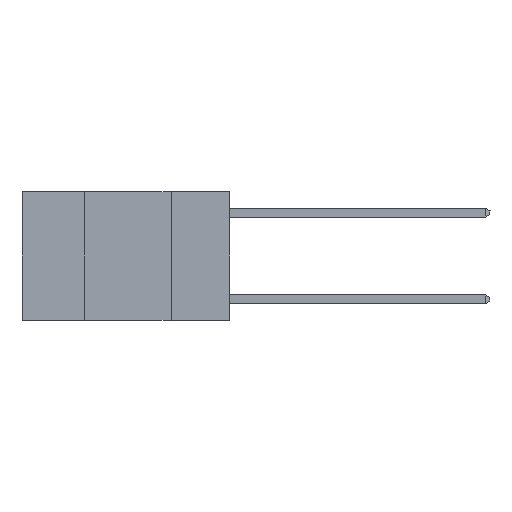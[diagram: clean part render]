
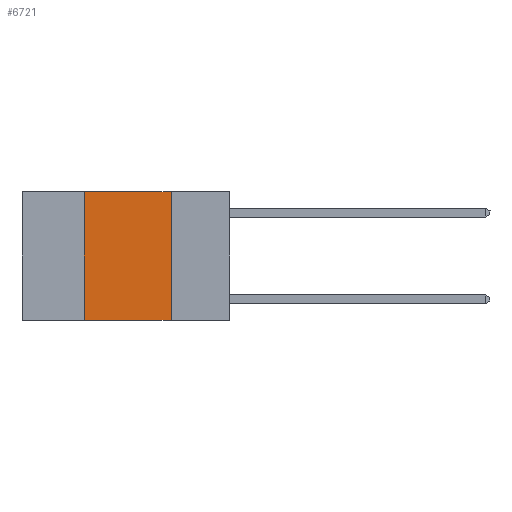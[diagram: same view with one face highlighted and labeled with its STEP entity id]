
A CAD part, left-side view. The second image highlights one B-rep face of the part: STEP entity #6721.
In plain terms, the highlighted planar face has unit normal (-1, 0, 0).
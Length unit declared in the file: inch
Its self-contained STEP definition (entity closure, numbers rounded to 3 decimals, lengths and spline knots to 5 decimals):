
#53 = VECTOR ( 'NONE', #8228, 39.37008 ) ;
#2683 = CARTESIAN_POINT ( 'NONE',  ( 0., 0.42, 0. ) ) ;
#2687 = LINE ( 'NONE', #6007, #5905 ) ;
#2755 = EDGE_CURVE ( 'NONE', #6525, #15130, #2687, .T. ) ;
#2763 = VECTOR ( 'NONE', #5838, 39.37008 ) ;
#2865 = CARTESIAN_POINT ( 'NONE',  ( 0., 0.17, -0.37 ) ) ;
#3066 = PLANE ( 'NONE',  #13306 ) ;
#3177 = LINE ( 'NONE', #15523, #2763 ) ;
#4686 = FACE_OUTER_BOUND ( 'NONE', #11009, .T. ) ;
#5261 = DIRECTION ( 'NONE',  ( 0., -1., 0. ) ) ;
#5830 = DIRECTION ( 'NONE',  ( 1., 0., 0. ) ) ;
#5838 = DIRECTION ( 'NONE',  ( 0., 0., -1. ) ) ;
#5905 = VECTOR ( 'NONE', #5261, 39.37008 ) ;
#6007 = CARTESIAN_POINT ( 'NONE',  ( 0., 0.6, -0.37 ) ) ;
#6525 = VERTEX_POINT ( 'NONE', #10495 ) ;
#6721 = ADVANCED_FACE ( 'NONE', ( #4686 ), #3066, .F. ) ;
#7281 = LINE ( 'NONE', #14370, #53 ) ;
#7292 = VERTEX_POINT ( 'NONE', #8599 ) ;
#8228 = DIRECTION ( 'NONE',  ( 0., -1., 0. ) ) ;
#8599 = CARTESIAN_POINT ( 'NONE',  ( 0., 0.17, 0. ) ) ;
#9459 = DIRECTION ( 'NONE',  ( 0., 0., 1. ) ) ;
#9571 = EDGE_CURVE ( 'NONE', #6525, #16621, #14913, .T. ) ;
#10422 = CARTESIAN_POINT ( 'NONE',  ( 0., 0.42, 0. ) ) ;
#10495 = CARTESIAN_POINT ( 'NONE',  ( 0., 0.42, -0.37 ) ) ;
#11009 = EDGE_LOOP ( 'NONE', ( #11810, #12401, #15274, #13375 ) ) ;
#11711 = VECTOR ( 'NONE', #9459, 39.37008 ) ;
#11810 = ORIENTED_EDGE ( 'NONE', *, *, #14963, .F. ) ;
#12401 = ORIENTED_EDGE ( 'NONE', *, *, #15946, .F. ) ;
#13306 = AXIS2_PLACEMENT_3D ( 'NONE', #13528, #5830, #14737 ) ;
#13375 = ORIENTED_EDGE ( 'NONE', *, *, #2755, .T. ) ;
#13528 = CARTESIAN_POINT ( 'NONE',  ( 0., 0.6, 0. ) ) ;
#14370 = CARTESIAN_POINT ( 'NONE',  ( 0., 0.6, 0. ) ) ;
#14737 = DIRECTION ( 'NONE',  ( 0., 0., -1. ) ) ;
#14913 = LINE ( 'NONE', #2683, #11711 ) ;
#14963 = EDGE_CURVE ( 'NONE', #7292, #15130, #3177, .T. ) ;
#15130 = VERTEX_POINT ( 'NONE', #2865 ) ;
#15274 = ORIENTED_EDGE ( 'NONE', *, *, #9571, .F. ) ;
#15523 = CARTESIAN_POINT ( 'NONE',  ( 0., 0.17, 0. ) ) ;
#15946 = EDGE_CURVE ( 'NONE', #16621, #7292, #7281, .T. ) ;
#16621 = VERTEX_POINT ( 'NONE', #10422 ) ;
